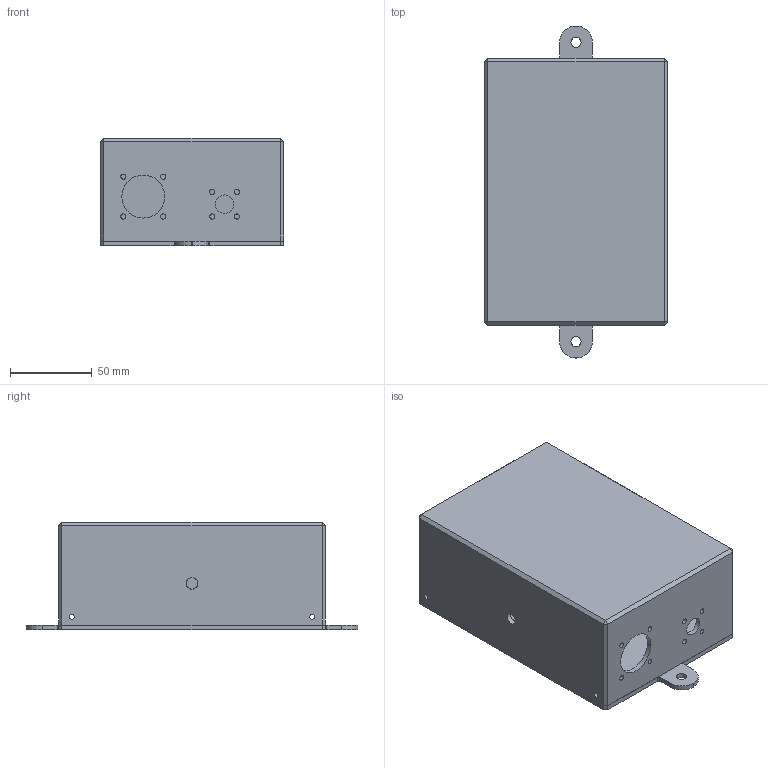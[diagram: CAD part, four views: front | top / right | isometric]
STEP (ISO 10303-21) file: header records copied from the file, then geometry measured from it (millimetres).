
FILE_DESCRIPTION(('FreeCAD Model'),'2;1');
FILE_NAME('Open CASCADE Shape Model','2025-06-25T15:32:24',('Author'),( ''),'Open CASCADE STEP processor 7.6','FreeCAD','Unknown');
FILE_SCHEMA(('AUTOMOTIVE_DESIGN { 1 0 10303 214 1 1 1 1 }'));
Length unit declared in the file: millimetre
Products named in the file (3): mono_m3_cam_housing_rpi5; rpi_housing_lid; rpi_housing_base
Assembly tree (2 placements, depth 2):
  mono_m3_cam_housing_rpi5
    rpi_housing_lid
    rpi_housing_base
Bounding box: 112.1 x 203.1 x 66 mm (x, y, z)
Volume: 217411.8 mm3; surface area: 152044.7 mm2
Topology: 2 solids, 2 shells, 203 faces, 461 edges, 283 vertices
Faces by surface type: plane 149, cylinder 47, cone 7
Full cylindrical faces by diameter (mm): 2 x8, 3 x11, 3.2 x8, 4 x4, 5 x3, 6.2 x2, 7.15 x1, 11.25 x1, 26.3 x1
Entity records: 11874 total; most frequent: CARTESIAN_POINT 2220, DIRECTION 1827, LINE 1146, VECTOR 1146, ORIENTED_EDGE 922, PCURVE 922, DEFINITIONAL_REPRESENTATION 922, EDGE_CURVE 461
